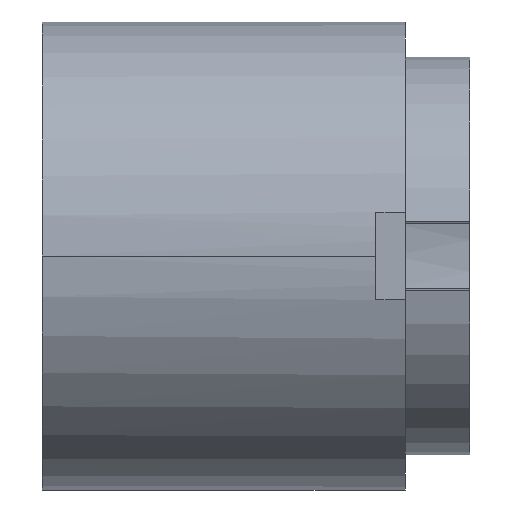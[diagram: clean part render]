
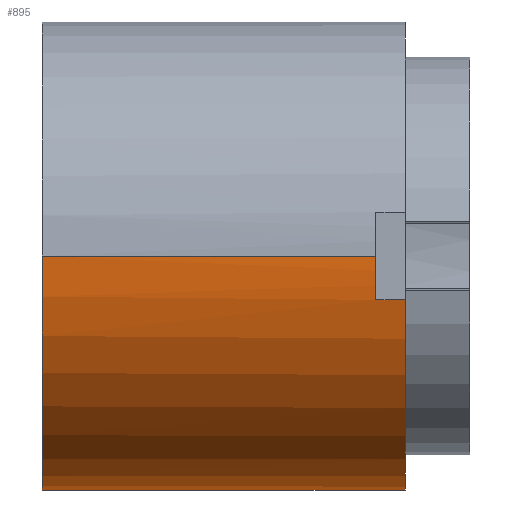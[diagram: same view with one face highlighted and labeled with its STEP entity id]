
A CAD part, front view. The second image highlights one B-rep face of the part: STEP entity #895.
In plain terms, the highlighted cylindrical face has radius 40 mm (diameter 80 mm), a partial arc.
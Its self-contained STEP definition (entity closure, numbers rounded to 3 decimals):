
#1=CARTESIAN_POINT('',(-30.,0.,0.));
#2=DIRECTION('',(1.,0.,0.));
#3=DIRECTION('',(0.,-1.,0.));
#4=AXIS2_PLACEMENT_3D('',#1,#2,#3);
#21=CARTESIAN_POINT('',(32.,0.,0.));
#22=DIRECTION('',(1.,0.,0.));
#23=DIRECTION('',(0.,-0.982,-0.188));
#24=AXIS2_PLACEMENT_3D('',#21,#22,#23);
#26=DIRECTION('',(-1.,0.,0.));
#27=VECTOR('',#26,5.);
#28=CARTESIAN_POINT('',(32.,39.291,-7.5));
#29=LINE('',#28,#27);
#30=CARTESIAN_POINT('',(27.,0.,0.));
#31=DIRECTION('',(1.,0.,0.));
#32=DIRECTION('',(0.,0.982,-0.188));
#33=AXIS2_PLACEMENT_3D('',#30,#31,#32);
#35=DIRECTION('',(1.,0.,0.));
#36=VECTOR('',#35,57.);
#37=CARTESIAN_POINT('',(-30.,-40.,0.));
#38=LINE('',#37,#36);
#39=CARTESIAN_POINT('',(27.,0.,0.));
#40=DIRECTION('',(1.,0.,0.));
#41=DIRECTION('',(0.,-1.,0.));
#42=AXIS2_PLACEMENT_3D('',#39,#40,#41);
#44=DIRECTION('',(1.,0.,0.));
#45=VECTOR('',#44,5.);
#46=CARTESIAN_POINT('',(27.,-39.291,-7.5));
#47=LINE('',#46,#45);
#123=DIRECTION('',(1.,0.,0.));
#124=VECTOR('',#123,57.);
#125=CARTESIAN_POINT('',(-30.,40.,0.));
#126=LINE('',#125,#124);
#659=CARTESIAN_POINT('',(-30.,-40.,0.));
#660=CARTESIAN_POINT('',(-30.,40.,0.));
#661=VERTEX_POINT('',#659);
#662=VERTEX_POINT('',#660);
#743=CARTESIAN_POINT('',(27.,-40.,0.));
#744=CARTESIAN_POINT('',(27.,-39.291,-7.5));
#745=VERTEX_POINT('',#743);
#746=VERTEX_POINT('',#744);
#747=CARTESIAN_POINT('',(32.,-39.291,-7.5));
#748=VERTEX_POINT('',#747);
#763=CARTESIAN_POINT('',(32.,39.291,-7.5));
#764=VERTEX_POINT('',#763);
#767=CARTESIAN_POINT('',(27.,39.291,-7.5));
#768=VERTEX_POINT('',#767);
#769=CARTESIAN_POINT('',(27.,40.,0.));
#770=VERTEX_POINT('',#769);
#873=CARTESIAN_POINT('',(-30.,0.,0.));
#874=DIRECTION('',(1.,0.,0.));
#875=DIRECTION('',(0.,-1.,0.));
#876=AXIS2_PLACEMENT_3D('',#873,#874,#875);
#877=CYLINDRICAL_SURFACE('',#876,40.);
#879=ORIENTED_EDGE('',*,*,#878,.T.);
#881=ORIENTED_EDGE('',*,*,#880,.T.);
#883=ORIENTED_EDGE('',*,*,#882,.T.);
#885=ORIENTED_EDGE('',*,*,#884,.F.);
#886=ORIENTED_EDGE('',*,*,#860,.F.);
#888=ORIENTED_EDGE('',*,*,#887,.T.);
#890=ORIENTED_EDGE('',*,*,#889,.T.);
#892=ORIENTED_EDGE('',*,*,#891,.T.);
#893=EDGE_LOOP('',(#879,#881,#883,#885,#886,#888,#890,#892));
#894=FACE_OUTER_BOUND('',#893,.F.);
#895=ADVANCED_FACE('',(#894),#877,.T.);
#5=CIRCLE('',#4,40.);
#25=CIRCLE('',#24,40.);
#34=CIRCLE('',#33,40.);
#43=CIRCLE('',#42,40.);
#860=EDGE_CURVE('',#661,#662,#5,.T.);
#878=EDGE_CURVE('',#748,#764,#25,.T.);
#880=EDGE_CURVE('',#764,#768,#29,.T.);
#882=EDGE_CURVE('',#768,#770,#34,.T.);
#884=EDGE_CURVE('',#662,#770,#126,.T.);
#887=EDGE_CURVE('',#661,#745,#38,.T.);
#889=EDGE_CURVE('',#745,#746,#43,.T.);
#891=EDGE_CURVE('',#746,#748,#47,.T.);
